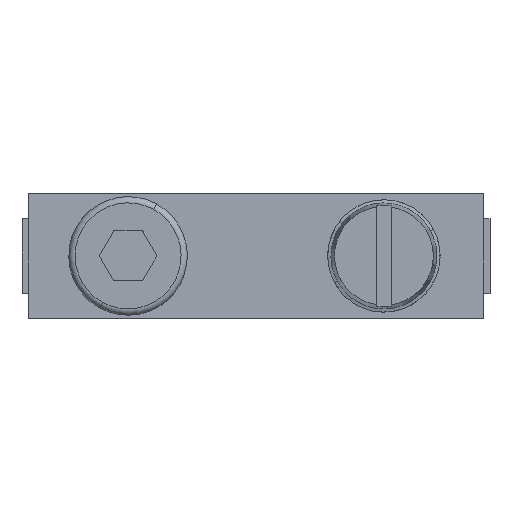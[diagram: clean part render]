
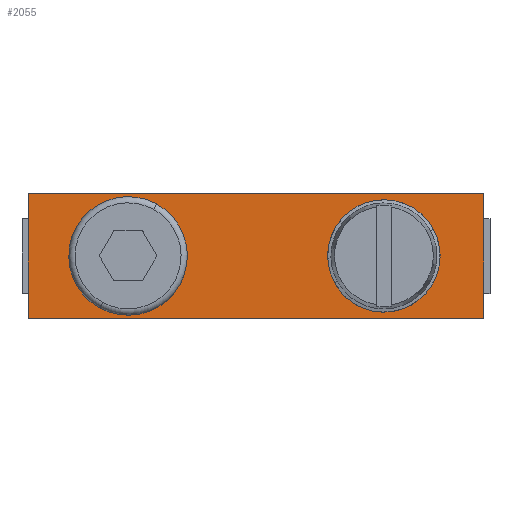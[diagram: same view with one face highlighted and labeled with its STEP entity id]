
A CAD part, top view. The second image highlights one B-rep face of the part: STEP entity #2055.
In plain terms, the highlighted planar face has unit normal (0, 0, 1).
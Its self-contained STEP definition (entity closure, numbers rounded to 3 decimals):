
#1951=AXIS2_PLACEMENT_3D('Plane Axis2P3D',#1948,#1949,#1950) ;
#1973=AXIS2_PLACEMENT_3D('Circle Axis2P3D',#1971,#1972,$) ;
#1982=AXIS2_PLACEMENT_3D('Circle Axis2P3D',#1980,#1981,$) ;
#1991=AXIS2_PLACEMENT_3D('Circle Axis2P3D',#1989,#1990,$) ;
#2000=AXIS2_PLACEMENT_3D('Circle Axis2P3D',#1998,#1999,$) ;
#2007=AXIS2_PLACEMENT_3D('Circle Axis2P3D',#2005,#2006,$) ;
#2014=AXIS2_PLACEMENT_3D('Circle Axis2P3D',#2012,#2013,$) ;
#2021=AXIS2_PLACEMENT_3D('Circle Axis2P3D',#2019,#2020,$) ;
#2028=AXIS2_PLACEMENT_3D('Circle Axis2P3D',#2026,#2027,$) ;
#2035=AXIS2_PLACEMENT_3D('Circle Axis2P3D',#2033,#2034,$) ;
#2042=AXIS2_PLACEMENT_3D('Circle Axis2P3D',#2040,#2041,$) ;
#1306=CARTESIAN_POINT('Vertex',(0.5,0.,67.4)) ;
#1309=CARTESIAN_POINT('Line Origine',(0.5,5.,67.4)) ;
#1313=CARTESIAN_POINT('Vertex',(0.5,10.,67.4)) ;
#1933=CARTESIAN_POINT('Vertex',(37.,0.,67.4)) ;
#1936=CARTESIAN_POINT('Line Origine',(18.75,0.,67.4)) ;
#1948=CARTESIAN_POINT('Axis2P3D Location',(0.5,5.,67.4)) ;
#1953=CARTESIAN_POINT('Line Origine',(37.,5.,67.4)) ;
#1957=CARTESIAN_POINT('Vertex',(37.,10.,67.4)) ;
#1960=CARTESIAN_POINT('Line Origine',(18.75,10.,67.4)) ;
#1971=CARTESIAN_POINT('Axis2P3D Location',(8.5,5.,67.4)) ;
#1975=CARTESIAN_POINT('Vertex',(10.538,8.73,67.4)) ;
#1977=CARTESIAN_POINT('Vertex',(6.462,1.27,67.4)) ;
#1980=CARTESIAN_POINT('Axis2P3D Location',(8.5,5.,67.4)) ;
#1989=CARTESIAN_POINT('Axis2P3D Location',(29.,5.,67.4)) ;
#1993=CARTESIAN_POINT('Vertex',(32.949,7.157,67.4)) ;
#1995=CARTESIAN_POINT('Vertex',(32.354,8.,67.4)) ;
#1998=CARTESIAN_POINT('Axis2P3D Location',(29.,5.,67.4)) ;
#2002=CARTESIAN_POINT('Vertex',(33.,7.062,67.4)) ;
#2005=CARTESIAN_POINT('Axis2P3D Location',(29.,5.,67.4)) ;
#2009=CARTESIAN_POINT('Vertex',(33.,2.938,67.4)) ;
#2012=CARTESIAN_POINT('Axis2P3D Location',(29.,5.,67.4)) ;
#2016=CARTESIAN_POINT('Vertex',(32.354,2.,67.4)) ;
#2019=CARTESIAN_POINT('Axis2P3D Location',(29.,5.,67.4)) ;
#2023=CARTESIAN_POINT('Vertex',(25.646,2.,67.4)) ;
#2026=CARTESIAN_POINT('Axis2P3D Location',(29.,5.,67.4)) ;
#2030=CARTESIAN_POINT('Vertex',(25.051,2.843,67.4)) ;
#2033=CARTESIAN_POINT('Axis2P3D Location',(29.,5.,67.4)) ;
#2037=CARTESIAN_POINT('Vertex',(25.646,8.,67.4)) ;
#2040=CARTESIAN_POINT('Axis2P3D Location',(29.,5.,67.4)) ;
#1310=DIRECTION('Vector Direction',(0.,1.,0.)) ;
#1937=DIRECTION('Vector Direction',(1.,0.,0.)) ;
#1949=DIRECTION('Axis2P3D Direction',(0.,0.,1.)) ;
#1950=DIRECTION('Axis2P3D XDirection',(1.,0.,0.)) ;
#1954=DIRECTION('Vector Direction',(0.,1.,0.)) ;
#1961=DIRECTION('Vector Direction',(1.,0.,0.)) ;
#1972=DIRECTION('Axis2P3D Direction',(0.,0.,1.)) ;
#1981=DIRECTION('Axis2P3D Direction',(0.,0.,1.)) ;
#1990=DIRECTION('Axis2P3D Direction',(0.,0.,1.)) ;
#1999=DIRECTION('Axis2P3D Direction',(0.,0.,1.)) ;
#2006=DIRECTION('Axis2P3D Direction',(0.,0.,1.)) ;
#2013=DIRECTION('Axis2P3D Direction',(0.,0.,1.)) ;
#2020=DIRECTION('Axis2P3D Direction',(0.,0.,1.)) ;
#2027=DIRECTION('Axis2P3D Direction',(0.,0.,1.)) ;
#2034=DIRECTION('Axis2P3D Direction',(0.,0.,1.)) ;
#2041=DIRECTION('Axis2P3D Direction',(0.,0.,1.)) ;
#1311=VECTOR('Line Direction',#1310,1.) ;
#1938=VECTOR('Line Direction',#1937,1.) ;
#1955=VECTOR('Line Direction',#1954,1.) ;
#1962=VECTOR('Line Direction',#1961,1.) ;
#1966=ORIENTED_EDGE('',*,*,#1959,.T.) ;
#1967=ORIENTED_EDGE('',*,*,#1964,.F.) ;
#1968=ORIENTED_EDGE('',*,*,#1315,.F.) ;
#1969=ORIENTED_EDGE('',*,*,#1940,.T.) ;
#1986=ORIENTED_EDGE('',*,*,#1979,.T.) ;
#1987=ORIENTED_EDGE('',*,*,#1984,.T.) ;
#2046=ORIENTED_EDGE('',*,*,#1997,.F.) ;
#2047=ORIENTED_EDGE('',*,*,#2004,.F.) ;
#2048=ORIENTED_EDGE('',*,*,#2011,.F.) ;
#2049=ORIENTED_EDGE('',*,*,#2018,.F.) ;
#2050=ORIENTED_EDGE('',*,*,#2025,.F.) ;
#2051=ORIENTED_EDGE('',*,*,#2032,.F.) ;
#2052=ORIENTED_EDGE('',*,*,#2039,.F.) ;
#2053=ORIENTED_EDGE('',*,*,#2044,.F.) ;
#1988=FACE_BOUND('',#1985,.T.) ;
#2054=FACE_BOUND('',#2045,.T.) ;
#2055=ADVANCED_FACE('1474344-1-0.1\\Koerper.2',(#1970,#1988,#2054),#1952,.T.) ;
#1974=CIRCLE('generated circle',#1973,4.25) ;
#1983=CIRCLE('generated circle',#1982,4.25) ;
#1992=CIRCLE('generated circle',#1991,4.5) ;
#2001=CIRCLE('generated circle',#2000,4.5) ;
#2008=CIRCLE('generated circle',#2007,4.5) ;
#2015=CIRCLE('generated circle',#2014,4.5) ;
#2022=CIRCLE('generated circle',#2021,4.5) ;
#2029=CIRCLE('generated circle',#2028,4.5) ;
#2036=CIRCLE('generated circle',#2035,4.5) ;
#2043=CIRCLE('generated circle',#2042,4.5) ;
#1315=EDGE_CURVE('',#1307,#1314,#1312,.T.) ;
#1940=EDGE_CURVE('',#1307,#1934,#1939,.T.) ;
#1959=EDGE_CURVE('',#1934,#1958,#1956,.T.) ;
#1964=EDGE_CURVE('',#1314,#1958,#1963,.T.) ;
#1979=EDGE_CURVE('',#1976,#1978,#1974,.F.) ;
#1984=EDGE_CURVE('',#1978,#1976,#1983,.F.) ;
#1997=EDGE_CURVE('',#1994,#1996,#1992,.T.) ;
#2004=EDGE_CURVE('',#2003,#1994,#2001,.T.) ;
#2011=EDGE_CURVE('',#2010,#2003,#2008,.T.) ;
#2018=EDGE_CURVE('',#2017,#2010,#2015,.T.) ;
#2025=EDGE_CURVE('',#2024,#2017,#2022,.T.) ;
#2032=EDGE_CURVE('',#2031,#2024,#2029,.T.) ;
#2039=EDGE_CURVE('',#2038,#2031,#2036,.T.) ;
#2044=EDGE_CURVE('',#1996,#2038,#2043,.T.) ;
#1965=EDGE_LOOP('',(#1966,#1967,#1968,#1969)) ;
#1985=EDGE_LOOP('',(#1986,#1987)) ;
#2045=EDGE_LOOP('',(#2046,#2047,#2048,#2049,#2050,#2051,#2052,#2053)) ;
#1970=FACE_OUTER_BOUND('',#1965,.T.) ;
#1312=LINE('Line',#1309,#1311) ;
#1939=LINE('Line',#1936,#1938) ;
#1956=LINE('Line',#1953,#1955) ;
#1963=LINE('Line',#1960,#1962) ;
#1952=PLANE('',#1951) ;
#1307=VERTEX_POINT('',#1306) ;
#1314=VERTEX_POINT('',#1313) ;
#1934=VERTEX_POINT('',#1933) ;
#1958=VERTEX_POINT('',#1957) ;
#1976=VERTEX_POINT('',#1975) ;
#1978=VERTEX_POINT('',#1977) ;
#1994=VERTEX_POINT('',#1993) ;
#1996=VERTEX_POINT('',#1995) ;
#2003=VERTEX_POINT('',#2002) ;
#2010=VERTEX_POINT('',#2009) ;
#2017=VERTEX_POINT('',#2016) ;
#2024=VERTEX_POINT('',#2023) ;
#2031=VERTEX_POINT('',#2030) ;
#2038=VERTEX_POINT('',#2037) ;
